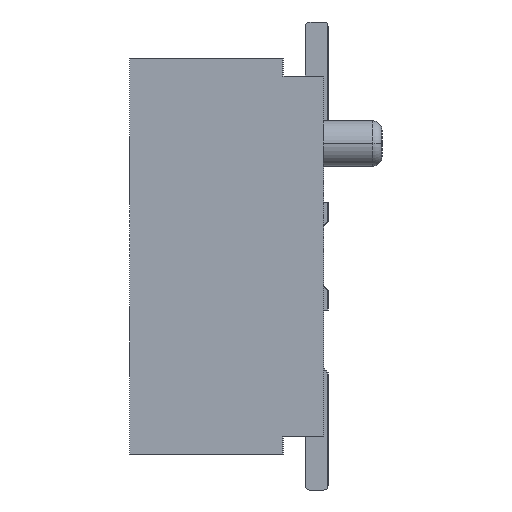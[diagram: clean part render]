
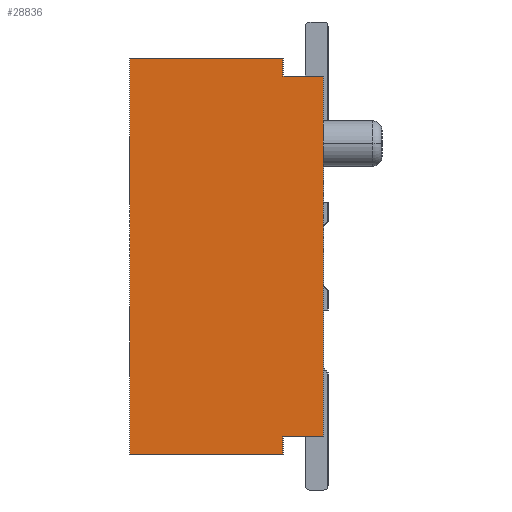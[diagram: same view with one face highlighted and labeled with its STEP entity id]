
A CAD part, left-side view. The second image highlights one B-rep face of the part: STEP entity #28836.
In plain terms, the highlighted planar face has unit normal (-1, 0, 0).
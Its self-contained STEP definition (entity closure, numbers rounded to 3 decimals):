
#33=DIRECTION('',(0.,0.,1.));
#34=VECTOR('',#33,4.);
#35=CARTESIAN_POINT('',(-13.85,0.,-2.));
#36=LINE('',#35,#34);
#3845=DIRECTION('',(0.,0.,1.));
#3846=VECTOR('',#3845,0.2);
#3847=CARTESIAN_POINT('',(-13.85,0.45,-2.2));
#3848=LINE('',#3847,#3846);
#3849=DIRECTION('',(0.,1.,0.));
#3850=VECTOR('',#3849,1.7);
#3851=CARTESIAN_POINT('',(-13.85,0.45,-2.2));
#3852=LINE('',#3851,#3850);
#3853=DIRECTION('',(0.,0.,1.));
#3854=VECTOR('',#3853,0.2);
#3855=CARTESIAN_POINT('',(-13.85,0.45,2.));
#3856=LINE('',#3855,#3854);
#3857=DIRECTION('',(0.,1.,0.));
#3858=VECTOR('',#3857,0.45);
#3859=CARTESIAN_POINT('',(-13.85,0.,2.));
#3860=LINE('',#3859,#3858);
#3861=DIRECTION('',(0.,1.,0.));
#3862=VECTOR('',#3861,0.45);
#3863=CARTESIAN_POINT('',(-13.85,0.,-2.));
#3864=LINE('',#3863,#3862);
#3873=DIRECTION('',(0.,0.,1.));
#3874=VECTOR('',#3873,4.4);
#3875=CARTESIAN_POINT('',(-13.85,2.15,-2.2));
#3876=LINE('',#3875,#3874);
#3925=DIRECTION('',(0.,1.,0.));
#3926=VECTOR('',#3925,1.7);
#3927=CARTESIAN_POINT('',(-13.85,0.45,2.2));
#3928=LINE('',#3927,#3926);
#16737=CARTESIAN_POINT('',(-13.85,2.15,-2.2));
#16738=CARTESIAN_POINT('',(-13.85,2.15,2.2));
#16739=VERTEX_POINT('',#16737);
#16740=VERTEX_POINT('',#16738);
#17145=CARTESIAN_POINT('',(-13.85,0.,2.));
#17147=VERTEX_POINT('',#17145);
#17153=CARTESIAN_POINT('',(-13.85,0.,-2.));
#17155=VERTEX_POINT('',#17153);
#17161=CARTESIAN_POINT('',(-13.85,0.45,-2.2));
#17162=CARTESIAN_POINT('',(-13.85,0.45,-2.));
#17163=VERTEX_POINT('',#17161);
#17164=VERTEX_POINT('',#17162);
#17165=CARTESIAN_POINT('',(-13.85,0.45,2.));
#17166=CARTESIAN_POINT('',(-13.85,0.45,2.2));
#17167=VERTEX_POINT('',#17165);
#17168=VERTEX_POINT('',#17166);
#28818=CARTESIAN_POINT('',(-13.85,0.,-2.2));
#28819=DIRECTION('',(-1.,0.,0.));
#28820=DIRECTION('',(0.,0.,1.));
#28821=AXIS2_PLACEMENT_3D('',#28818,#28819,#28820);
#28822=PLANE('',#28821);
#28823=ORIENTED_EDGE('',*,*,#28795,.F.);
#28825=ORIENTED_EDGE('',*,*,#28824,.T.);
#28827=ORIENTED_EDGE('',*,*,#28826,.T.);
#28829=ORIENTED_EDGE('',*,*,#28828,.F.);
#28830=ORIENTED_EDGE('',*,*,#28809,.F.);
#28831=ORIENTED_EDGE('',*,*,#22425,.F.);
#28832=ORIENTED_EDGE('',*,*,#22052,.F.);
#28833=ORIENTED_EDGE('',*,*,#28603,.T.);
#28834=EDGE_LOOP('',(#28823,#28825,#28827,#28829,#28830,#28831,#28832,#28833));
#28835=FACE_OUTER_BOUND('',#28834,.F.);
#22052=EDGE_CURVE('',#17155,#17147,#36,.T.);
#22425=EDGE_CURVE('',#17147,#17167,#3860,.T.);
#28603=EDGE_CURVE('',#17155,#17164,#3864,.T.);
#28795=EDGE_CURVE('',#17163,#17164,#3848,.T.);
#28809=EDGE_CURVE('',#17167,#17168,#3856,.T.);
#28824=EDGE_CURVE('',#17163,#16739,#3852,.T.);
#28826=EDGE_CURVE('',#16739,#16740,#3876,.T.);
#28828=EDGE_CURVE('',#17168,#16740,#3928,.T.);
#28836=ADVANCED_FACE('',(#28835),#28822,.T.);
